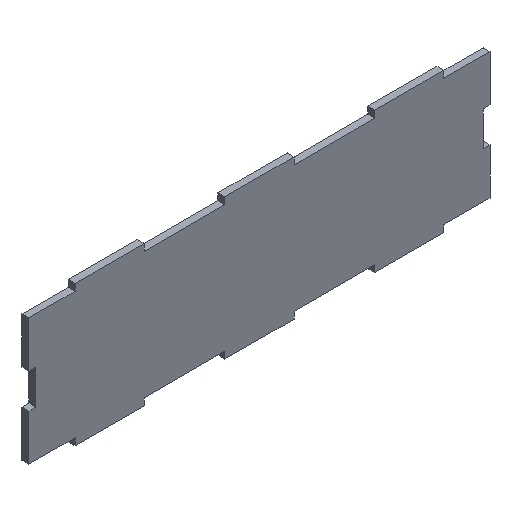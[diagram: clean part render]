
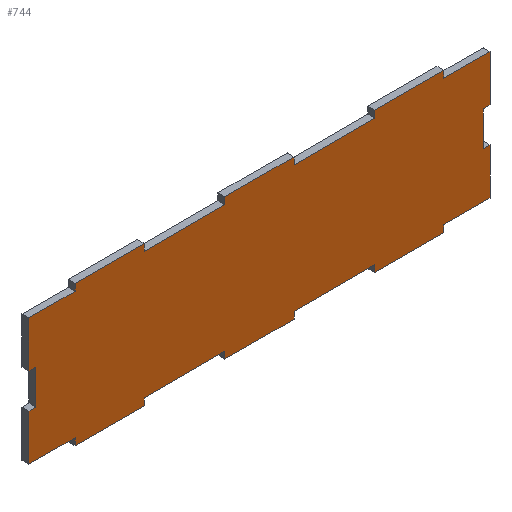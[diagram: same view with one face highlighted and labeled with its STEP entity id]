
A CAD part, isometric view. The second image highlights one B-rep face of the part: STEP entity #744.
In plain terms, the highlighted planar face has unit normal (0, -1, 0).
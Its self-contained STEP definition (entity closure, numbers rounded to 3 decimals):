
#18=FACE_OUTER_BOUND('',#56,.T.);
#56=EDGE_LOOP('',(#499,#500,#501,#502,#503,#504,#505,#506,#507,#508,#509,
#510,#511,#512,#513,#514,#515,#516,#517,#518,#519,#520,#521,#522,#523,#524,
#525,#526,#527,#528,#529,#530,#531,#532,#533,#534));
#93=LINE('',#1025,#201);
#96=LINE('',#1031,#204);
#100=LINE('',#1038,#208);
#101=LINE('',#1041,#209);
#102=LINE('',#1043,#210);
#103=LINE('',#1045,#211);
#104=LINE('',#1047,#212);
#105=LINE('',#1049,#213);
#106=LINE('',#1051,#214);
#107=LINE('',#1053,#215);
#108=LINE('',#1055,#216);
#109=LINE('',#1057,#217);
#110=LINE('',#1059,#218);
#111=LINE('',#1061,#219);
#112=LINE('',#1063,#220);
#113=LINE('',#1065,#221);
#114=LINE('',#1067,#222);
#115=LINE('',#1069,#223);
#116=LINE('',#1071,#224);
#117=LINE('',#1073,#225);
#118=LINE('',#1075,#226);
#119=LINE('',#1077,#227);
#120=LINE('',#1079,#228);
#121=LINE('',#1081,#229);
#122=LINE('',#1083,#230);
#123=LINE('',#1085,#231);
#124=LINE('',#1087,#232);
#125=LINE('',#1089,#233);
#126=LINE('',#1091,#234);
#127=LINE('',#1093,#235);
#128=LINE('',#1095,#236);
#129=LINE('',#1097,#237);
#130=LINE('',#1099,#238);
#131=LINE('',#1101,#239);
#132=LINE('',#1103,#240);
#133=LINE('',#1104,#241);
#201=VECTOR('',#837,10.);
#204=VECTOR('',#842,10.);
#208=VECTOR('',#848,10.);
#209=VECTOR('',#851,10.);
#210=VECTOR('',#852,10.);
#211=VECTOR('',#853,10.);
#212=VECTOR('',#854,10.);
#213=VECTOR('',#855,10.);
#214=VECTOR('',#856,10.);
#215=VECTOR('',#857,10.);
#216=VECTOR('',#858,10.);
#217=VECTOR('',#859,10.);
#218=VECTOR('',#860,10.);
#219=VECTOR('',#861,10.);
#220=VECTOR('',#862,10.);
#221=VECTOR('',#863,10.);
#222=VECTOR('',#864,10.);
#223=VECTOR('',#865,10.);
#224=VECTOR('',#866,10.);
#225=VECTOR('',#867,10.);
#226=VECTOR('',#868,10.);
#227=VECTOR('',#869,10.);
#228=VECTOR('',#870,10.);
#229=VECTOR('',#871,10.);
#230=VECTOR('',#872,10.);
#231=VECTOR('',#873,10.);
#232=VECTOR('',#874,10.);
#233=VECTOR('',#875,10.);
#234=VECTOR('',#876,10.);
#235=VECTOR('',#877,10.);
#236=VECTOR('',#878,10.);
#237=VECTOR('',#879,10.);
#238=VECTOR('',#880,10.);
#239=VECTOR('',#881,10.);
#240=VECTOR('',#882,10.);
#241=VECTOR('',#883,10.);
#309=VERTEX_POINT('',#1022);
#310=VERTEX_POINT('',#1024);
#312=VERTEX_POINT('',#1030);
#314=VERTEX_POINT('',#1036);
#315=VERTEX_POINT('',#1040);
#316=VERTEX_POINT('',#1042);
#317=VERTEX_POINT('',#1044);
#318=VERTEX_POINT('',#1046);
#319=VERTEX_POINT('',#1048);
#320=VERTEX_POINT('',#1050);
#321=VERTEX_POINT('',#1052);
#322=VERTEX_POINT('',#1054);
#323=VERTEX_POINT('',#1056);
#324=VERTEX_POINT('',#1058);
#325=VERTEX_POINT('',#1060);
#326=VERTEX_POINT('',#1062);
#327=VERTEX_POINT('',#1064);
#328=VERTEX_POINT('',#1066);
#329=VERTEX_POINT('',#1068);
#330=VERTEX_POINT('',#1070);
#331=VERTEX_POINT('',#1072);
#332=VERTEX_POINT('',#1074);
#333=VERTEX_POINT('',#1076);
#334=VERTEX_POINT('',#1078);
#335=VERTEX_POINT('',#1080);
#336=VERTEX_POINT('',#1082);
#337=VERTEX_POINT('',#1084);
#338=VERTEX_POINT('',#1086);
#339=VERTEX_POINT('',#1088);
#340=VERTEX_POINT('',#1090);
#341=VERTEX_POINT('',#1092);
#342=VERTEX_POINT('',#1094);
#343=VERTEX_POINT('',#1096);
#344=VERTEX_POINT('',#1098);
#345=VERTEX_POINT('',#1100);
#346=VERTEX_POINT('',#1102);
#381=EDGE_CURVE('',#310,#309,#93,.T.);
#384=EDGE_CURVE('',#312,#310,#96,.T.);
#388=EDGE_CURVE('',#309,#314,#100,.T.);
#389=EDGE_CURVE('',#314,#315,#101,.T.);
#390=EDGE_CURVE('',#315,#316,#102,.T.);
#391=EDGE_CURVE('',#316,#317,#103,.T.);
#392=EDGE_CURVE('',#317,#318,#104,.T.);
#393=EDGE_CURVE('',#318,#319,#105,.T.);
#394=EDGE_CURVE('',#319,#320,#106,.T.);
#395=EDGE_CURVE('',#320,#321,#107,.T.);
#396=EDGE_CURVE('',#321,#322,#108,.T.);
#397=EDGE_CURVE('',#322,#323,#109,.T.);
#398=EDGE_CURVE('',#323,#324,#110,.T.);
#399=EDGE_CURVE('',#324,#325,#111,.T.);
#400=EDGE_CURVE('',#325,#326,#112,.T.);
#401=EDGE_CURVE('',#326,#327,#113,.T.);
#402=EDGE_CURVE('',#327,#328,#114,.T.);
#403=EDGE_CURVE('',#328,#329,#115,.T.);
#404=EDGE_CURVE('',#329,#330,#116,.T.);
#405=EDGE_CURVE('',#330,#331,#117,.T.);
#406=EDGE_CURVE('',#331,#332,#118,.T.);
#407=EDGE_CURVE('',#332,#333,#119,.T.);
#408=EDGE_CURVE('',#333,#334,#120,.T.);
#409=EDGE_CURVE('',#334,#335,#121,.T.);
#410=EDGE_CURVE('',#335,#336,#122,.T.);
#411=EDGE_CURVE('',#336,#337,#123,.T.);
#412=EDGE_CURVE('',#337,#338,#124,.T.);
#413=EDGE_CURVE('',#338,#339,#125,.T.);
#414=EDGE_CURVE('',#339,#340,#126,.T.);
#415=EDGE_CURVE('',#340,#341,#127,.T.);
#416=EDGE_CURVE('',#341,#342,#128,.T.);
#417=EDGE_CURVE('',#342,#343,#129,.T.);
#418=EDGE_CURVE('',#343,#344,#130,.T.);
#419=EDGE_CURVE('',#344,#345,#131,.T.);
#420=EDGE_CURVE('',#345,#346,#132,.T.);
#421=EDGE_CURVE('',#346,#312,#133,.T.);
#499=ORIENTED_EDGE('',*,*,#384,.T.);
#500=ORIENTED_EDGE('',*,*,#381,.T.);
#501=ORIENTED_EDGE('',*,*,#388,.T.);
#502=ORIENTED_EDGE('',*,*,#389,.T.);
#503=ORIENTED_EDGE('',*,*,#390,.T.);
#504=ORIENTED_EDGE('',*,*,#391,.T.);
#505=ORIENTED_EDGE('',*,*,#392,.T.);
#506=ORIENTED_EDGE('',*,*,#393,.T.);
#507=ORIENTED_EDGE('',*,*,#394,.T.);
#508=ORIENTED_EDGE('',*,*,#395,.T.);
#509=ORIENTED_EDGE('',*,*,#396,.T.);
#510=ORIENTED_EDGE('',*,*,#397,.T.);
#511=ORIENTED_EDGE('',*,*,#398,.T.);
#512=ORIENTED_EDGE('',*,*,#399,.T.);
#513=ORIENTED_EDGE('',*,*,#400,.T.);
#514=ORIENTED_EDGE('',*,*,#401,.T.);
#515=ORIENTED_EDGE('',*,*,#402,.T.);
#516=ORIENTED_EDGE('',*,*,#403,.T.);
#517=ORIENTED_EDGE('',*,*,#404,.T.);
#518=ORIENTED_EDGE('',*,*,#405,.T.);
#519=ORIENTED_EDGE('',*,*,#406,.T.);
#520=ORIENTED_EDGE('',*,*,#407,.T.);
#521=ORIENTED_EDGE('',*,*,#408,.T.);
#522=ORIENTED_EDGE('',*,*,#409,.T.);
#523=ORIENTED_EDGE('',*,*,#410,.T.);
#524=ORIENTED_EDGE('',*,*,#411,.T.);
#525=ORIENTED_EDGE('',*,*,#412,.T.);
#526=ORIENTED_EDGE('',*,*,#413,.T.);
#527=ORIENTED_EDGE('',*,*,#414,.T.);
#528=ORIENTED_EDGE('',*,*,#415,.T.);
#529=ORIENTED_EDGE('',*,*,#416,.T.);
#530=ORIENTED_EDGE('',*,*,#417,.T.);
#531=ORIENTED_EDGE('',*,*,#418,.T.);
#532=ORIENTED_EDGE('',*,*,#419,.T.);
#533=ORIENTED_EDGE('',*,*,#420,.T.);
#534=ORIENTED_EDGE('',*,*,#421,.T.);
#706=PLANE('',#796);
#744=ADVANCED_FACE('',(#18),#706,.F.);
#796=AXIS2_PLACEMENT_3D('',#1039,#849,#850);
#837=DIRECTION('',(0.,0.,1.));
#842=DIRECTION('',(-1.,0.,0.));
#848=DIRECTION('',(1.,0.,0.));
#849=DIRECTION('center_axis',(0.,1.,0.));
#850=DIRECTION('ref_axis',(1.,0.,0.));
#851=DIRECTION('',(0.,0.,1.));
#852=DIRECTION('',(-1.,0.,0.));
#853=DIRECTION('',(0.,0.,1.));
#854=DIRECTION('',(-1.,0.,0.));
#855=DIRECTION('',(0.,0.,-1.));
#856=DIRECTION('',(-1.,0.,0.));
#857=DIRECTION('',(0.,0.,1.));
#858=DIRECTION('',(-1.,0.,0.));
#859=DIRECTION('',(0.,0.,-1.));
#860=DIRECTION('',(-1.,0.,0.));
#861=DIRECTION('',(0.,0.,1.));
#862=DIRECTION('',(-1.,0.,0.));
#863=DIRECTION('',(0.,0.,-1.));
#864=DIRECTION('',(-1.,0.,0.));
#865=DIRECTION('',(0.,0.,-1.));
#866=DIRECTION('',(1.,0.,0.));
#867=DIRECTION('',(0.,0.,-1.));
#868=DIRECTION('',(-1.,0.,0.));
#869=DIRECTION('',(0.,0.,-1.));
#870=DIRECTION('',(1.,0.,0.));
#871=DIRECTION('',(0.,0.,-1.));
#872=DIRECTION('',(1.,0.,0.));
#873=DIRECTION('',(0.,0.,1.));
#874=DIRECTION('',(1.,0.,0.));
#875=DIRECTION('',(0.,0.,-1.));
#876=DIRECTION('',(1.,0.,0.));
#877=DIRECTION('',(0.,0.,1.));
#878=DIRECTION('',(1.,0.,0.));
#879=DIRECTION('',(0.,0.,-1.));
#880=DIRECTION('',(1.,0.,0.));
#881=DIRECTION('',(0.,0.,1.));
#882=DIRECTION('',(1.,0.,0.));
#883=DIRECTION('',(0.,0.,1.));
#1022=CARTESIAN_POINT('',(97.,0.,7.5));
#1024=CARTESIAN_POINT('',(97.,0.,-7.5));
#1025=CARTESIAN_POINT('',(97.,0.,-3.75));
#1030=CARTESIAN_POINT('',(100.,0.,-7.5));
#1031=CARTESIAN_POINT('',(50.,0.,-7.5));
#1036=CARTESIAN_POINT('',(100.,0.,7.5));
#1038=CARTESIAN_POINT('',(48.5,0.,7.5));
#1039=CARTESIAN_POINT('Origin',(0.,0.,0.));
#1040=CARTESIAN_POINT('',(100.,0.,27.5));
#1041=CARTESIAN_POINT('',(100.,0.,-30.5));
#1042=CARTESIAN_POINT('',(80.,0.,27.5));
#1043=CARTESIAN_POINT('',(40.,0.,27.5));
#1044=CARTESIAN_POINT('',(80.,0.,30.5));
#1045=CARTESIAN_POINT('',(80.,0.,15.25));
#1046=CARTESIAN_POINT('',(50.,0.,30.5));
#1047=CARTESIAN_POINT('',(100.,0.,30.5));
#1048=CARTESIAN_POINT('',(50.,0.,27.5));
#1049=CARTESIAN_POINT('',(50.,0.,13.75));
#1050=CARTESIAN_POINT('',(15.,0.,27.5));
#1051=CARTESIAN_POINT('',(7.5,0.,27.5));
#1052=CARTESIAN_POINT('',(15.,0.,30.5));
#1053=CARTESIAN_POINT('',(15.,0.,15.25));
#1054=CARTESIAN_POINT('',(-15.,0.,30.5));
#1055=CARTESIAN_POINT('',(100.,0.,30.5));
#1056=CARTESIAN_POINT('',(-15.,0.,27.5));
#1057=CARTESIAN_POINT('',(-15.,0.,13.75));
#1058=CARTESIAN_POINT('',(-50.,0.,27.5));
#1059=CARTESIAN_POINT('',(-25.,0.,27.5));
#1060=CARTESIAN_POINT('',(-50.,0.,30.5));
#1061=CARTESIAN_POINT('',(-50.,0.,15.25));
#1062=CARTESIAN_POINT('',(-80.,0.,30.5));
#1063=CARTESIAN_POINT('',(100.,0.,30.5));
#1064=CARTESIAN_POINT('',(-80.,0.,27.5));
#1065=CARTESIAN_POINT('',(-80.,0.,13.75));
#1066=CARTESIAN_POINT('',(-100.,0.,27.5));
#1067=CARTESIAN_POINT('',(-50.,0.,27.5));
#1068=CARTESIAN_POINT('',(-100.,0.,7.5));
#1069=CARTESIAN_POINT('',(-100.,0.,30.5));
#1070=CARTESIAN_POINT('',(-97.,0.,7.5));
#1071=CARTESIAN_POINT('',(-50.,0.,7.5));
#1072=CARTESIAN_POINT('',(-97.,0.,-7.5));
#1073=CARTESIAN_POINT('',(-97.,0.,3.75));
#1074=CARTESIAN_POINT('',(-100.,0.,-7.5));
#1075=CARTESIAN_POINT('',(-48.5,0.,-7.5));
#1076=CARTESIAN_POINT('',(-100.,0.,-27.5));
#1077=CARTESIAN_POINT('',(-100.,0.,30.5));
#1078=CARTESIAN_POINT('',(-80.,0.,-27.5));
#1079=CARTESIAN_POINT('',(-50.,0.,-27.5));
#1080=CARTESIAN_POINT('',(-80.,0.,-30.5));
#1081=CARTESIAN_POINT('',(-80.,0.,-13.75));
#1082=CARTESIAN_POINT('',(-50.,0.,-30.5));
#1083=CARTESIAN_POINT('',(-100.,0.,-30.5));
#1084=CARTESIAN_POINT('',(-50.,0.,-27.5));
#1085=CARTESIAN_POINT('',(-50.,0.,-15.25));
#1086=CARTESIAN_POINT('',(-15.,0.,-27.5));
#1087=CARTESIAN_POINT('',(-25.,0.,-27.5));
#1088=CARTESIAN_POINT('',(-15.,0.,-30.5));
#1089=CARTESIAN_POINT('',(-15.,0.,-13.75));
#1090=CARTESIAN_POINT('',(15.,0.,-30.5));
#1091=CARTESIAN_POINT('',(-100.,0.,-30.5));
#1092=CARTESIAN_POINT('',(15.,0.,-27.5));
#1093=CARTESIAN_POINT('',(15.,0.,-15.25));
#1094=CARTESIAN_POINT('',(50.,0.,-27.5));
#1095=CARTESIAN_POINT('',(7.5,0.,-27.5));
#1096=CARTESIAN_POINT('',(50.,0.,-30.5));
#1097=CARTESIAN_POINT('',(50.,0.,-13.75));
#1098=CARTESIAN_POINT('',(80.,0.,-30.5));
#1099=CARTESIAN_POINT('',(-100.,0.,-30.5));
#1100=CARTESIAN_POINT('',(80.,0.,-27.5));
#1101=CARTESIAN_POINT('',(80.,0.,-15.25));
#1102=CARTESIAN_POINT('',(100.,0.,-27.5));
#1103=CARTESIAN_POINT('',(40.,0.,-27.5));
#1104=CARTESIAN_POINT('',(100.,0.,-30.5));
